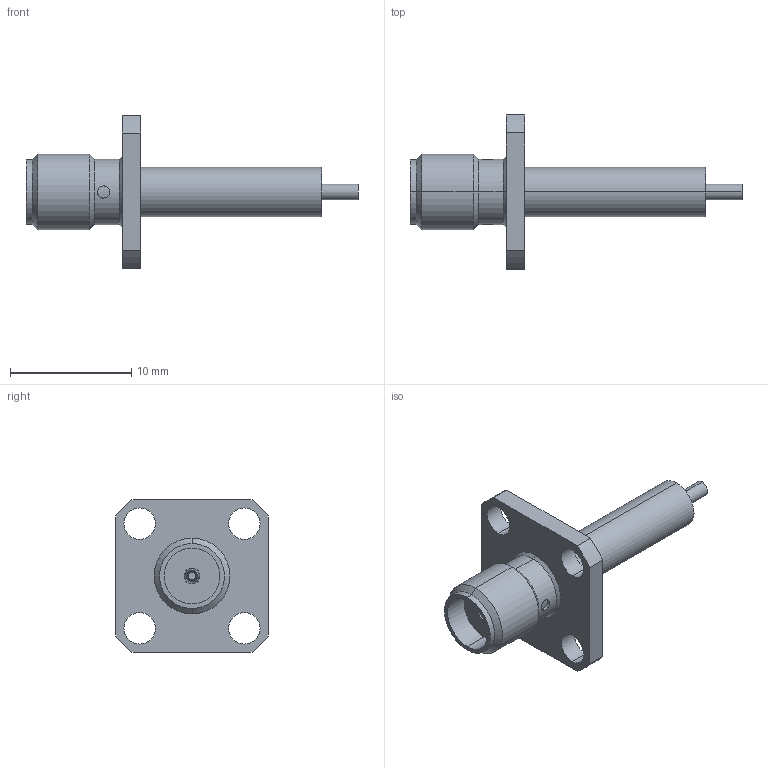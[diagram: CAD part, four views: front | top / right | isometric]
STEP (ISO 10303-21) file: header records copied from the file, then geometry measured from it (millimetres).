
FILE_DESCRIPTION (( 'STEP AP203' ), '1' );
FILE_NAME ('Part1^RS01415000.STEP', '2025-08-22T11:22:26', ( '' ), ( '' ), 'SwSTEP 2.0', 'SolidWorks 2025', '' );
FILE_SCHEMA (( 'CONFIG_CONTROL_DESIGN' ));
Length unit declared in the file: metre
Products named in the file (1): Part1^RS01415000
Bounding box: 27.4 x 12.7 x 12.7 mm (x, y, z)
Volume: 589.5 mm3; surface area: 800.9 mm2
Topology: 1 solids, 1 shells, 75 faces, 182 edges, 117 vertices
Faces by surface type: cylinder 36, plane 21, cone 18
Entity records: 2424 total; most frequent: CARTESIAN_POINT 573, DIRECTION 379, ORIENTED_EDGE 364, EDGE_CURVE 182, AXIS2_PLACEMENT_3D 159, VERTEX_POINT 117, EDGE_LOOP 91, CIRCLE 83
